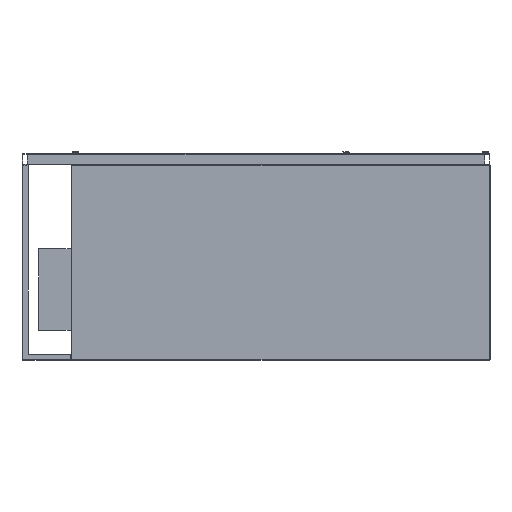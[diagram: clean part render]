
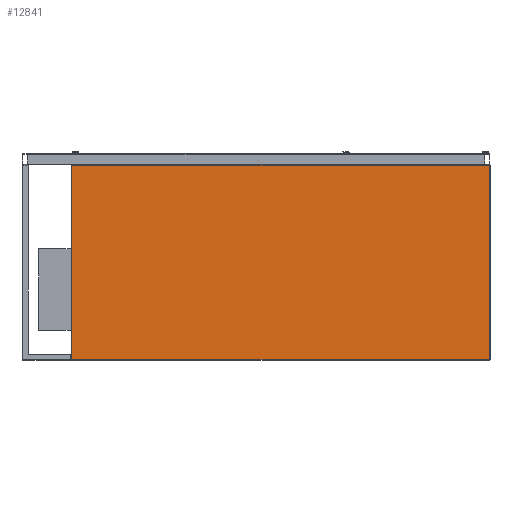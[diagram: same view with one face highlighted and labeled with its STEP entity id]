
A CAD part, front view. The second image highlights one B-rep face of the part: STEP entity #12841.
In plain terms, the highlighted planar face has unit normal (0, -1, 0).
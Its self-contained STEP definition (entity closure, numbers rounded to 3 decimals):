
#194 = VERTEX_POINT ( 'NONE', #7938 ) ;
#1053 = LINE ( 'NONE', #12937, #7661 ) ;
#1264 = LINE ( 'NONE', #10576, #2869 ) ;
#2224 = ORIENTED_EDGE ( 'NONE', *, *, #17242, .T. ) ;
#2869 = VECTOR ( 'NONE', #7394, 1000. ) ;
#3997 = CARTESIAN_POINT ( 'NONE',  ( 770.5, -255., -42. ) ) ;
#5169 = EDGE_CURVE ( 'NONE', #194, #15291, #1053, .T. ) ;
#5765 = LINE ( 'NONE', #5867, #19382 ) ;
#5867 = CARTESIAN_POINT ( 'NONE',  ( -772.5, -255., -42. ) ) ;
#6648 = EDGE_CURVE ( 'NONE', #6785, #7257, #8131, .T. ) ;
#6785 = VERTEX_POINT ( 'NONE', #12990 ) ;
#7257 = VERTEX_POINT ( 'NONE', #3997 ) ;
#7394 = DIRECTION ( 'NONE',  ( 1., 0., 0. ) ) ;
#7467 = CARTESIAN_POINT ( 'NONE',  ( -772.5, -255., -760. ) ) ;
#7661 = VECTOR ( 'NONE', #14531, 1000. ) ;
#7938 = CARTESIAN_POINT ( 'NONE',  ( -770.5, -255., -42. ) ) ;
#8131 = LINE ( 'NONE', #10930, #18178 ) ;
#8783 = ORIENTED_EDGE ( 'NONE', *, *, #17067, .T. ) ;
#10085 = CARTESIAN_POINT ( 'NONE',  ( -770.5, -255., -758. ) ) ;
#10450 = DIRECTION ( 'NONE',  ( 0., -1., 0. ) ) ;
#10576 = CARTESIAN_POINT ( 'NONE',  ( -772.5, -255., -758. ) ) ;
#10586 = ORIENTED_EDGE ( 'NONE', *, *, #6648, .T. ) ;
#10930 = CARTESIAN_POINT ( 'NONE',  ( 770.5, -255., -760. ) ) ;
#12244 = EDGE_LOOP ( 'NONE', ( #8783, #16874, #2224, #10586 ) ) ;
#12841 = ADVANCED_FACE ( 'Fl�che8', ( #19469 ), #16211, .T. ) ;
#12937 = CARTESIAN_POINT ( 'NONE',  ( -770.5, -255., -760. ) ) ;
#12990 = CARTESIAN_POINT ( 'NONE',  ( 770.5, -255., -758. ) ) ;
#13266 = AXIS2_PLACEMENT_3D ( 'NONE', #7467, #10450, #17889 ) ;
#13352 = DIRECTION ( 'NONE',  ( -1., 0., 0. ) ) ;
#13814 = DIRECTION ( 'NONE',  ( 0., 0., 1. ) ) ;
#14531 = DIRECTION ( 'NONE',  ( 0., 0., -1. ) ) ;
#15291 = VERTEX_POINT ( 'NONE', #10085 ) ;
#16211 = PLANE ( 'NONE',  #13266 ) ;
#16874 = ORIENTED_EDGE ( 'NONE', *, *, #5169, .T. ) ;
#17067 = EDGE_CURVE ( 'NONE', #7257, #194, #5765, .T. ) ;
#17242 = EDGE_CURVE ( 'NONE', #15291, #6785, #1264, .T. ) ;
#17889 = DIRECTION ( 'NONE',  ( 0., 0., -1. ) ) ;
#18178 = VECTOR ( 'NONE', #13814, 1000. ) ;
#19382 = VECTOR ( 'NONE', #13352, 1000. ) ;
#19469 = FACE_OUTER_BOUND ( 'NONE', #12244, .T. ) ;
